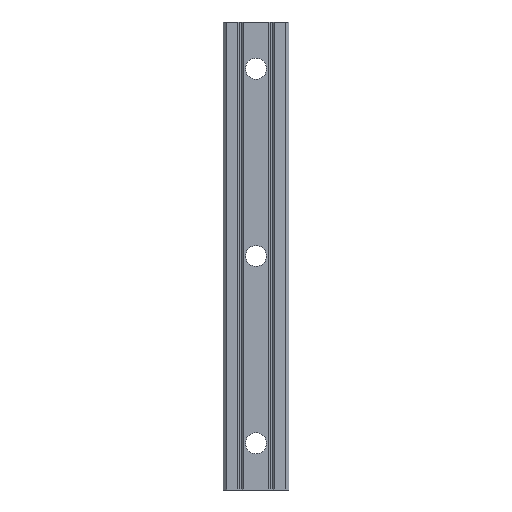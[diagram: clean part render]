
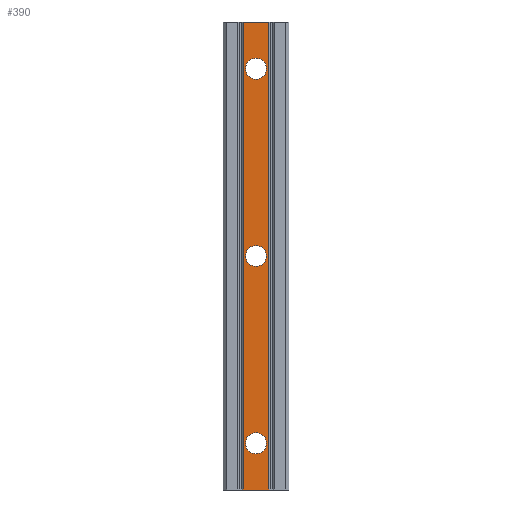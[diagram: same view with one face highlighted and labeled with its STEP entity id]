
A CAD part, front view. The second image highlights one B-rep face of the part: STEP entity #390.
In plain terms, the highlighted planar face has unit normal (0, -1, 0).
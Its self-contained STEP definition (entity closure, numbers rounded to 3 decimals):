
#2 = VERTEX_POINT ( 'NONE', #2240 ) ;
#10 = VERTEX_POINT ( 'NONE', #2247 ) ;
#16 = EDGE_CURVE ( 'NONE', #2, #10, #512, .T. ) ;
#40 = VERTEX_POINT ( 'NONE', #527 ) ;
#71 = EDGE_CURVE ( 'NONE', #76, #127, #596, .T. ) ;
#76 = VERTEX_POINT ( 'NONE', #591 ) ;
#79 = EDGE_CURVE ( 'NONE', #148, #161, #590, .T. ) ;
#127 = VERTEX_POINT ( 'NONE', #743 ) ;
#128 = EDGE_CURVE ( 'NONE', #131, #130, #742, .T. ) ;
#130 = VERTEX_POINT ( 'NONE', #737 ) ;
#131 = VERTEX_POINT ( 'NONE', #736 ) ;
#148 = VERTEX_POINT ( 'NONE', #763 ) ;
#157 = EDGE_CURVE ( 'NONE', #161, #148, #755, .T. ) ;
#161 = VERTEX_POINT ( 'NONE', #810 ) ;
#266 = EDGE_CURVE ( 'NONE', #40, #275, #981, .T. ) ;
#275 = VERTEX_POINT ( 'NONE', #1031 ) ;
#390 = ADVANCED_FACE ( 'NONE', ( #1128, #1127, #1126, #1125 ), #1124, .T. ) ;
#391 = EDGE_LOOP ( 'NONE', ( #392, #393 ) ) ;
#392 = ORIENTED_EDGE ( 'NONE', *, *, #2229, .T. ) ;
#393 = ORIENTED_EDGE ( 'NONE', *, *, #71, .T. ) ;
#394 = EDGE_LOOP ( 'NONE', ( #395, #396 ) ) ;
#395 = ORIENTED_EDGE ( 'NONE', *, *, #79, .T. ) ;
#396 = ORIENTED_EDGE ( 'NONE', *, *, #157, .T. ) ;
#397 = EDGE_LOOP ( 'NONE', ( #414, #416 ) ) ;
#405 = ORIENTED_EDGE ( 'NONE', *, *, #16, .T. ) ;
#406 = ORIENTED_EDGE ( 'NONE', *, *, #407, .F. ) ;
#407 = EDGE_CURVE ( 'NONE', #40, #10, #1105, .T. ) ;
#411 = EDGE_CURVE ( 'NONE', #275, #2, #1161, .T. ) ;
#412 = ORIENTED_EDGE ( 'NONE', *, *, #266, .T. ) ;
#413 = ORIENTED_EDGE ( 'NONE', *, *, #411, .T. ) ;
#414 = ORIENTED_EDGE ( 'NONE', *, *, #2029, .T. ) ;
#415 = EDGE_LOOP ( 'NONE', ( #412, #413, #405, #406 ) ) ;
#416 = ORIENTED_EDGE ( 'NONE', *, *, #128, .T. ) ;
#509 = DIRECTION ( 'NONE',  ( 0., 0., 1. ) ) ;
#510 = VECTOR ( 'NONE', #509, 1000. ) ;
#511 = CARTESIAN_POINT ( 'NONE',  ( 5.55, -26., -100. ) ) ;
#512 = LINE ( 'NONE', #511, #510 ) ;
#527 = CARTESIAN_POINT ( 'NONE',  ( -5.55, -26., 100. ) ) ;
#588 = CARTESIAN_POINT ( 'NONE',  ( 0., -26., 80. ) ) ;
#589 = AXIS2_PLACEMENT_3D ( 'NONE', #588, #651, #650 ) ;
#590 = CIRCLE ( 'NONE', #589, 4.5 ) ;
#591 = CARTESIAN_POINT ( 'NONE',  ( 4.5, -26., -80. ) ) ;
#592 = DIRECTION ( 'NONE',  ( -1., 0., 0. ) ) ;
#593 = DIRECTION ( 'NONE',  ( 0., 1., 0. ) ) ;
#594 = CARTESIAN_POINT ( 'NONE',  ( 0., -26., -80. ) ) ;
#595 = AXIS2_PLACEMENT_3D ( 'NONE', #594, #593, #592 ) ;
#596 = CIRCLE ( 'NONE', #595, 4.5 ) ;
#650 = DIRECTION ( 'NONE',  ( -1., 0., 0. ) ) ;
#651 = DIRECTION ( 'NONE',  ( 0., 1., 0. ) ) ;
#736 = CARTESIAN_POINT ( 'NONE',  ( 4.5, -26., 0. ) ) ;
#737 = CARTESIAN_POINT ( 'NONE',  ( -4.5, -26., 0. ) ) ;
#738 = DIRECTION ( 'NONE',  ( -1., 0., 0. ) ) ;
#739 = DIRECTION ( 'NONE',  ( 0., 1., 0. ) ) ;
#740 = CARTESIAN_POINT ( 'NONE',  ( 0., -26., 0. ) ) ;
#741 = AXIS2_PLACEMENT_3D ( 'NONE', #740, #739, #738 ) ;
#742 = CIRCLE ( 'NONE', #741, 4.5 ) ;
#743 = CARTESIAN_POINT ( 'NONE',  ( -4.5, -26., -80. ) ) ;
#751 = DIRECTION ( 'NONE',  ( -1., 0., 0. ) ) ;
#752 = DIRECTION ( 'NONE',  ( 0., 1., 0. ) ) ;
#753 = CARTESIAN_POINT ( 'NONE',  ( 0., -26., 80. ) ) ;
#754 = AXIS2_PLACEMENT_3D ( 'NONE', #753, #752, #751 ) ;
#755 = CIRCLE ( 'NONE', #754, 4.5 ) ;
#763 = CARTESIAN_POINT ( 'NONE',  ( -4.5, -26., 80. ) ) ;
#810 = CARTESIAN_POINT ( 'NONE',  ( 4.5, -26., 80. ) ) ;
#978 = DIRECTION ( 'NONE',  ( 0., 0., -1. ) ) ;
#979 = VECTOR ( 'NONE', #978, 1000. ) ;
#980 = CARTESIAN_POINT ( 'NONE',  ( -5.55, -26., -100. ) ) ;
#981 = LINE ( 'NONE', #980, #979 ) ;
#1031 = CARTESIAN_POINT ( 'NONE',  ( -5.55, -26., -100. ) ) ;
#1102 = DIRECTION ( 'NONE',  ( 1., 0., 0. ) ) ;
#1103 = VECTOR ( 'NONE', #1102, 1000. ) ;
#1104 = CARTESIAN_POINT ( 'NONE',  ( 0., -26., 100. ) ) ;
#1105 = LINE ( 'NONE', #1104, #1103 ) ;
#1120 = DIRECTION ( 'NONE',  ( 0., 0., -1. ) ) ;
#1121 = DIRECTION ( 'NONE',  ( 0., -1., 0. ) ) ;
#1122 = CARTESIAN_POINT ( 'NONE',  ( -5.55, -26., -100. ) ) ;
#1123 = AXIS2_PLACEMENT_3D ( 'NONE', #1122, #1121, #1120 ) ;
#1124 = PLANE ( 'NONE',  #1123 ) ;
#1125 = FACE_OUTER_BOUND ( 'NONE', #415, .T. ) ;
#1126 = FACE_BOUND ( 'NONE', #397, .T. ) ;
#1127 = FACE_BOUND ( 'NONE', #394, .T. ) ;
#1128 = FACE_BOUND ( 'NONE', #391, .T. ) ;
#1158 = DIRECTION ( 'NONE',  ( 1., 0., 0. ) ) ;
#1159 = VECTOR ( 'NONE', #1158, 1000. ) ;
#1160 = CARTESIAN_POINT ( 'NONE',  ( 0., -26., -100. ) ) ;
#1161 = LINE ( 'NONE', #1160, #1159 ) ;
#1409 = DIRECTION ( 'NONE',  ( -1., 0., 0. ) ) ;
#1410 = DIRECTION ( 'NONE',  ( 0., 1., 0. ) ) ;
#1411 = CARTESIAN_POINT ( 'NONE',  ( 0., -26., 0. ) ) ;
#1412 = AXIS2_PLACEMENT_3D ( 'NONE', #1411, #1410, #1409 ) ;
#1413 = CIRCLE ( 'NONE', #1412, 4.5 ) ;
#1782 = DIRECTION ( 'NONE',  ( -1., 0., 0. ) ) ;
#1783 = DIRECTION ( 'NONE',  ( 0., 1., 0. ) ) ;
#1784 = CARTESIAN_POINT ( 'NONE',  ( 0., -26., -80. ) ) ;
#1785 = AXIS2_PLACEMENT_3D ( 'NONE', #1784, #1783, #1782 ) ;
#1786 = CIRCLE ( 'NONE', #1785, 4.5 ) ;
#2029 = EDGE_CURVE ( 'NONE', #130, #131, #1413, .T. ) ;
#2229 = EDGE_CURVE ( 'NONE', #127, #76, #1786, .T. ) ;
#2240 = CARTESIAN_POINT ( 'NONE',  ( 5.55, -26., -100. ) ) ;
#2247 = CARTESIAN_POINT ( 'NONE',  ( 5.55, -26., 100. ) ) ;
